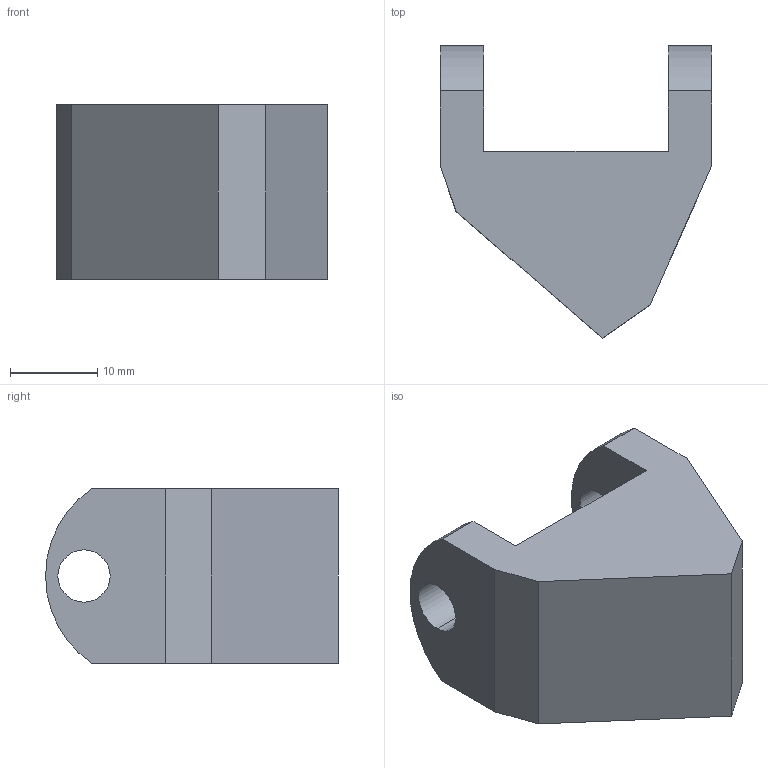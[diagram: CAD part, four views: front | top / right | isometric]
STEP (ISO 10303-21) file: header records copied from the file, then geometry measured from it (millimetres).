
FILE_DESCRIPTION (( 'STEP AP203' ), '1' );
FILE_NAME ('Kciuk_srodrencze_matlab_Domyœlna_sldprt.STEP', '2020-06-09T22:46:28', ( '' ), ( '' ), 'SwSTEP 2.0', 'SolidWorks 2018', '' );
FILE_SCHEMA (( 'CONFIG_CONTROL_DESIGN' ));
Length unit declared in the file: millimetre
Products named in the file (1): Kciuk_srodrencze_matlab_Domyœlna_sldprt
Bounding box: 31.19 x 33.6 x 20 mm (x, y, z)
Volume: 10252.7 mm3; surface area: 3666.4 mm2
Topology: 1 solids, 1 shells, 17 faces, 45 edges, 30 vertices
Faces by surface type: plane 11, cylinder 6
Entity records: 616 total; most frequent: CARTESIAN_POINT 93, DIRECTION 93, ORIENTED_EDGE 90, EDGE_CURVE 45, LINE 33, VECTOR 33, AXIS2_PLACEMENT_3D 30, VERTEX_POINT 30
